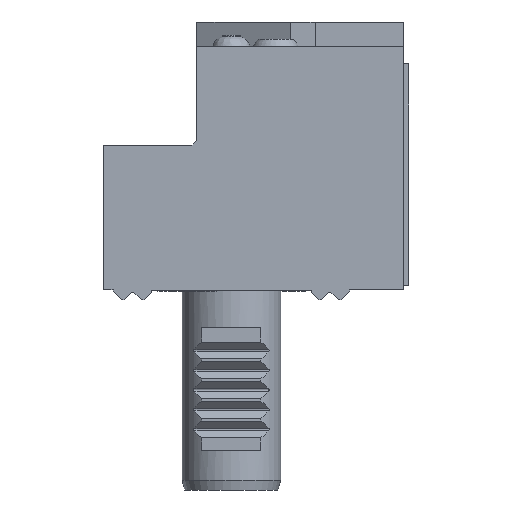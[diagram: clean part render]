
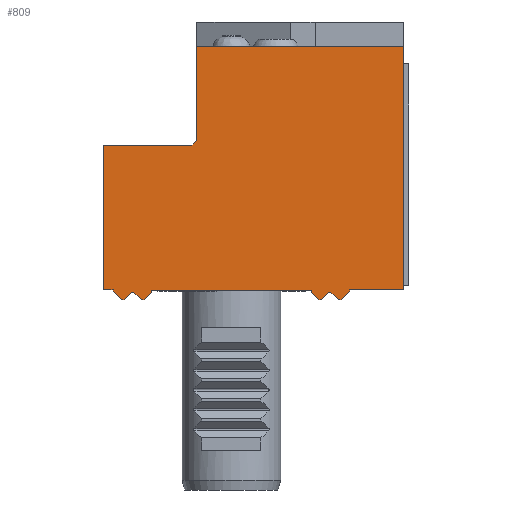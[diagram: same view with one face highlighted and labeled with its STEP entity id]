
A CAD part, front view. The second image highlights one B-rep face of the part: STEP entity #809.
In plain terms, the highlighted planar face has unit normal (0, -1, 0).
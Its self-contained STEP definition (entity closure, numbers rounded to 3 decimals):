
#157=FACE_OUTER_BOUND('',#978,.T.);
#265=PLANE('',#2385);
#345=LINE('',#3219,#565);
#357=LINE('',#3248,#577);
#360=LINE('',#3264,#580);
#368=LINE('',#3281,#588);
#374=LINE('',#3293,#594);
#379=LINE('',#3302,#599);
#388=LINE('',#3322,#608);
#415=LINE('',#3396,#635);
#419=LINE('',#3405,#639);
#436=LINE('',#3439,#656);
#437=LINE('',#3440,#657);
#438=LINE('',#3441,#658);
#439=LINE('',#3443,#659);
#440=LINE('',#3447,#660);
#441=LINE('',#3448,#661);
#442=LINE('',#3450,#662);
#443=LINE('',#3452,#663);
#444=LINE('',#3454,#664);
#445=LINE('',#3456,#665);
#446=LINE('',#3458,#666);
#447=LINE('',#3460,#667);
#448=LINE('',#3462,#668);
#449=LINE('',#3464,#669);
#450=LINE('',#3468,#670);
#451=LINE('',#3470,#671);
#565=VECTOR('',#2558,1.);
#577=VECTOR('',#2578,1.);
#580=VECTOR('',#2593,1.);
#588=VECTOR('',#2605,1.);
#594=VECTOR('',#2615,1.);
#599=VECTOR('',#2624,1.);
#608=VECTOR('',#2641,1.);
#635=VECTOR('',#2702,1.);
#639=VECTOR('',#2708,1.);
#656=VECTOR('',#2731,1.);
#657=VECTOR('',#2732,1.);
#658=VECTOR('',#2733,1.);
#659=VECTOR('',#2734,1.);
#660=VECTOR('',#2737,1.);
#661=VECTOR('',#2738,1.);
#662=VECTOR('',#2739,1.);
#663=VECTOR('',#2740,1.);
#664=VECTOR('',#2741,1.);
#665=VECTOR('',#2742,1.);
#666=VECTOR('',#2743,1.);
#667=VECTOR('',#2744,1.);
#668=VECTOR('',#2745,1.);
#669=VECTOR('',#2746,1.);
#670=VECTOR('',#2749,1.);
#671=VECTOR('',#2750,1.);
#809=ADVANCED_FACE('',(#157),#265,.T.);
#978=EDGE_LOOP('',(#1240,#1241,#1242,#1243,#1244,#1245,#1246,#1247,#1248,
#1249,#1250,#1251,#1252,#1253,#1254,#1255,#1256,#1257,#1258,#1259,#1260,
#1261,#1262,#1263,#1264,#1265,#1266));
#1240=ORIENTED_EDGE('',*,*,#2068,.T.);
#1241=ORIENTED_EDGE('',*,*,#2090,.T.);
#1242=ORIENTED_EDGE('',*,*,#2032,.T.);
#1243=ORIENTED_EDGE('',*,*,#2091,.T.);
#1244=ORIENTED_EDGE('',*,*,#2072,.F.);
#1245=ORIENTED_EDGE('',*,*,#2092,.F.);
#1246=ORIENTED_EDGE('',*,*,#2093,.F.);
#1247=ORIENTED_EDGE('',*,*,#2094,.T.);
#1248=ORIENTED_EDGE('',*,*,#2095,.F.);
#1249=ORIENTED_EDGE('',*,*,#2003,.F.);
#1250=ORIENTED_EDGE('',*,*,#2011,.F.);
#1251=ORIENTED_EDGE('',*,*,#2017,.T.);
#1252=ORIENTED_EDGE('',*,*,#2022,.T.);
#1253=ORIENTED_EDGE('',*,*,#1996,.T.);
#1254=ORIENTED_EDGE('',*,*,#1982,.T.);
#1255=ORIENTED_EDGE('',*,*,#2096,.T.);
#1256=ORIENTED_EDGE('',*,*,#2097,.T.);
#1257=ORIENTED_EDGE('',*,*,#2098,.T.);
#1258=ORIENTED_EDGE('',*,*,#2099,.F.);
#1259=ORIENTED_EDGE('',*,*,#2100,.F.);
#1260=ORIENTED_EDGE('',*,*,#2101,.F.);
#1261=ORIENTED_EDGE('',*,*,#2102,.T.);
#1262=ORIENTED_EDGE('',*,*,#2103,.F.);
#1263=ORIENTED_EDGE('',*,*,#2104,.T.);
#1264=ORIENTED_EDGE('',*,*,#2105,.T.);
#1265=ORIENTED_EDGE('',*,*,#2106,.T.);
#1266=ORIENTED_EDGE('',*,*,#2107,.F.);
#1752=VERTEX_POINT('',#3207);
#1758=VERTEX_POINT('',#3218);
#1771=VERTEX_POINT('',#3246);
#1778=VERTEX_POINT('',#3263);
#1779=VERTEX_POINT('',#3265);
#1785=VERTEX_POINT('',#3280);
#1789=VERTEX_POINT('',#3292);
#1798=VERTEX_POINT('',#3321);
#1799=VERTEX_POINT('',#3323);
#1828=VERTEX_POINT('',#3395);
#1829=VERTEX_POINT('',#3397);
#1832=VERTEX_POINT('',#3404);
#1833=VERTEX_POINT('',#3406);
#1847=VERTEX_POINT('',#3442);
#1848=VERTEX_POINT('',#3444);
#1849=VERTEX_POINT('',#3446);
#1850=VERTEX_POINT('',#3449);
#1851=VERTEX_POINT('',#3451);
#1852=VERTEX_POINT('',#3453);
#1853=VERTEX_POINT('',#3455);
#1854=VERTEX_POINT('',#3457);
#1855=VERTEX_POINT('',#3459);
#1856=VERTEX_POINT('',#3461);
#1857=VERTEX_POINT('',#3463);
#1858=VERTEX_POINT('',#3465);
#1859=VERTEX_POINT('',#3467);
#1860=VERTEX_POINT('',#3469);
#1982=EDGE_CURVE('',#1752,#1758,#345,.T.);
#1996=EDGE_CURVE('',#1771,#1752,#357,.T.);
#2003=EDGE_CURVE('',#1778,#1779,#360,.T.);
#2011=EDGE_CURVE('',#1785,#1778,#368,.T.);
#2017=EDGE_CURVE('',#1785,#1789,#374,.T.);
#2022=EDGE_CURVE('',#1789,#1771,#379,.T.);
#2032=EDGE_CURVE('',#1799,#1798,#388,.T.);
#2068=EDGE_CURVE('',#1829,#1828,#415,.T.);
#2072=EDGE_CURVE('',#1832,#1833,#419,.T.);
#2090=EDGE_CURVE('',#1828,#1799,#436,.T.);
#2091=EDGE_CURVE('',#1798,#1833,#437,.T.);
#2092=EDGE_CURVE('',#1847,#1832,#438,.T.);
#2093=EDGE_CURVE('',#1848,#1847,#439,.T.);
#2094=EDGE_CURVE('',#1848,#1849,#2317,.T.);
#2095=EDGE_CURVE('',#1779,#1849,#440,.T.);
#2096=EDGE_CURVE('',#1758,#1850,#441,.T.);
#2097=EDGE_CURVE('',#1850,#1851,#442,.T.);
#2098=EDGE_CURVE('',#1851,#1852,#443,.T.);
#2099=EDGE_CURVE('',#1853,#1852,#444,.T.);
#2100=EDGE_CURVE('',#1854,#1853,#445,.T.);
#2101=EDGE_CURVE('',#1855,#1854,#446,.T.);
#2102=EDGE_CURVE('',#1855,#1856,#447,.T.);
#2103=EDGE_CURVE('',#1857,#1856,#448,.T.);
#2104=EDGE_CURVE('',#1857,#1858,#449,.T.);
#2105=EDGE_CURVE('',#1858,#1859,#2318,.T.);
#2106=EDGE_CURVE('',#1859,#1860,#450,.T.);
#2107=EDGE_CURVE('',#1829,#1860,#451,.T.);
#2317=CIRCLE('',#2383,0.3);
#2318=CIRCLE('',#2384,0.3);
#2383=AXIS2_PLACEMENT_3D('',#3445,#2735,#2736);
#2384=AXIS2_PLACEMENT_3D('',#3466,#2747,#2748);
#2385=AXIS2_PLACEMENT_3D('',#3471,#2751,#2752);
#2558=DIRECTION('',(-1.,0.,0.));
#2578=DIRECTION('',(0.,0.,1.));
#2593=DIRECTION('',(-1.,0.,0.));
#2605=DIRECTION('',(-0.707,0.,-0.707));
#2615=DIRECTION('',(0.,0.,1.));
#2624=DIRECTION('',(1.,0.,0.));
#2641=DIRECTION('',(1.,0.,0.));
#2702=DIRECTION('',(0.707,0.,0.707));
#2708=DIRECTION('',(-0.707,0.,0.707));
#2731=DIRECTION('',(0.,0.,1.));
#2732=DIRECTION('',(0.,0.,-1.));
#2733=DIRECTION('',(-1.,0.,0.));
#2734=DIRECTION('',(-0.707,0.,-0.707));
#2735=DIRECTION('',(0.,1.,0.));
#2736=DIRECTION('',(-1.,0.,0.));
#2737=DIRECTION('',(-0.707,0.,0.707));
#2738=DIRECTION('',(0.,0.,-1.));
#2739=DIRECTION('',(-0.707,0.,-0.707));
#2740=DIRECTION('',(-1.,0.,0.));
#2741=DIRECTION('',(0.,0.,1.));
#2742=DIRECTION('',(-1.,0.,0.));
#2743=DIRECTION('',(0.,0.,1.));
#2744=DIRECTION('',(0.707,0.,-0.707));
#2745=DIRECTION('',(-1.,0.,0.));
#2746=DIRECTION('',(0.707,0.,0.707));
#2747=DIRECTION('',(0.,1.,0.));
#2748=DIRECTION('',(-1.,0.,0.));
#2749=DIRECTION('',(0.707,0.,-0.707));
#2750=DIRECTION('',(-1.,0.,0.));
#2751=DIRECTION('',(0.,-1.,0.));
#2752=DIRECTION('',(-1.,0.,0.));
#3207=CARTESIAN_POINT('',(35.,-24.,50.));
#3218=CARTESIAN_POINT('',(-7.,-24.,50.));
#3219=CARTESIAN_POINT('',(35.,-24.,50.));
#3246=CARTESIAN_POINT('',(35.,-24.,0.6));
#3248=CARTESIAN_POINT('',(35.,-24.,55.));
#3263=CARTESIAN_POINT('',(22.3,-24.,-1.4));
#3264=CARTESIAN_POINT('',(35.,-24.,-1.4));
#3265=CARTESIAN_POINT('',(21.7,-24.,-1.4));
#3280=CARTESIAN_POINT('',(24.,-24.,0.3));
#3281=CARTESIAN_POINT('',(24.,-24.,0.3));
#3292=CARTESIAN_POINT('',(24.,-24.,0.6));
#3293=CARTESIAN_POINT('',(24.,-24.,0.6));
#3302=CARTESIAN_POINT('',(24.,-24.,0.6));
#3321=CARTESIAN_POINT('',(16.25,-24.,0.5));
#3322=CARTESIAN_POINT('',(35.,-24.,0.5));
#3323=CARTESIAN_POINT('',(-16.25,-24.,0.5));
#3395=CARTESIAN_POINT('',(-16.25,-24.,0.05));
#3396=CARTESIAN_POINT('',(-19.5,-24.,-3.2));
#3397=CARTESIAN_POINT('',(-17.7,-24.,-1.4));
#3404=CARTESIAN_POINT('',(17.7,-24.,-1.4));
#3405=CARTESIAN_POINT('',(19.5,-24.,-3.2));
#3406=CARTESIAN_POINT('',(16.25,-24.,0.05));
#3439=CARTESIAN_POINT('',(-16.25,-24.,-1.4));
#3440=CARTESIAN_POINT('',(16.25,-24.,-1.4));
#3441=CARTESIAN_POINT('',(35.,-24.,-1.4));
#3442=CARTESIAN_POINT('',(18.3,-24.,-1.4));
#3443=CARTESIAN_POINT('',(20.,-24.,0.3));
#3444=CARTESIAN_POINT('',(19.788,-24.,0.088));
#3445=CARTESIAN_POINT('',(20.,-24.,-0.124));
#3446=CARTESIAN_POINT('',(20.212,-24.,0.088));
#3447=CARTESIAN_POINT('',(23.5,-24.,-3.2));
#3448=CARTESIAN_POINT('',(-7.,-24.,55.));
#3449=CARTESIAN_POINT('',(-7.,-24.,31.));
#3450=CARTESIAN_POINT('',(-7.,-24.,31.));
#3451=CARTESIAN_POINT('',(-8.,-24.,30.));
#3452=CARTESIAN_POINT('',(-7.,-24.,30.));
#3453=CARTESIAN_POINT('',(-26.,-24.,30.));
#3454=CARTESIAN_POINT('',(-26.,-24.,55.));
#3455=CARTESIAN_POINT('',(-26.,-24.,0.6));
#3456=CARTESIAN_POINT('',(-24.,-24.,0.6));
#3457=CARTESIAN_POINT('',(-24.,-24.,0.6));
#3458=CARTESIAN_POINT('',(-24.,-24.,0.6));
#3459=CARTESIAN_POINT('',(-24.,-24.,0.3));
#3460=CARTESIAN_POINT('',(-24.,-24.,0.3));
#3461=CARTESIAN_POINT('',(-22.3,-24.,-1.4));
#3462=CARTESIAN_POINT('',(35.,-24.,-1.4));
#3463=CARTESIAN_POINT('',(-21.7,-24.,-1.4));
#3464=CARTESIAN_POINT('',(-23.5,-24.,-3.2));
#3465=CARTESIAN_POINT('',(-20.212,-24.,0.088));
#3466=CARTESIAN_POINT('',(-20.,-24.,-0.124));
#3467=CARTESIAN_POINT('',(-19.788,-24.,0.088));
#3468=CARTESIAN_POINT('',(-20.,-24.,0.3));
#3469=CARTESIAN_POINT('',(-18.3,-24.,-1.4));
#3470=CARTESIAN_POINT('',(35.,-24.,-1.4));
#3471=CARTESIAN_POINT('',(35.,-24.,-1.4));
